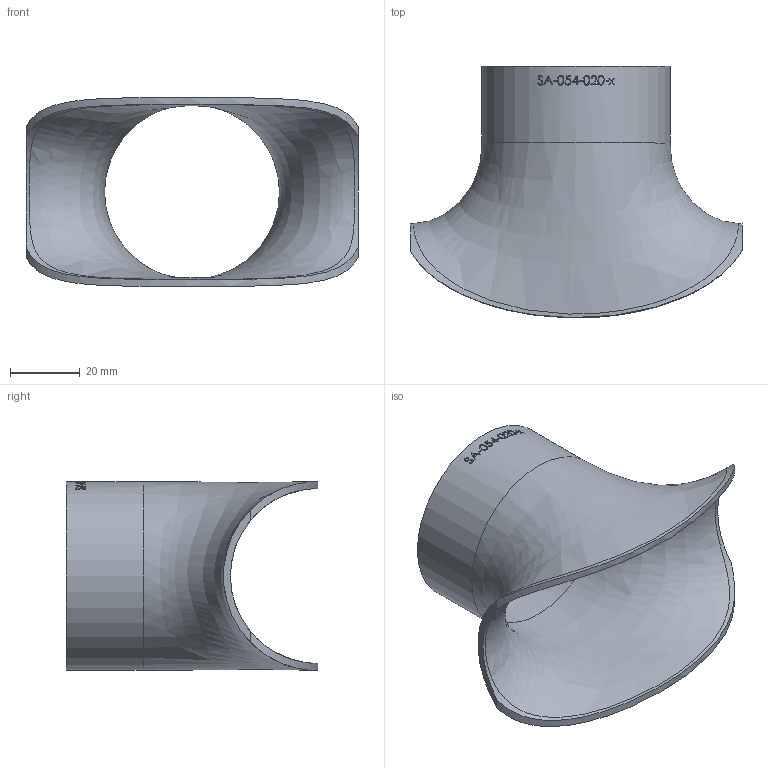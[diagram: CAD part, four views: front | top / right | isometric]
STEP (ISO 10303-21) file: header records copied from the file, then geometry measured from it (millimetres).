
FILE_DESCRIPTION (( 'STEP AP214' ), '1' );
FILE_NAME ('SA-054-020-x Sattelstutzen 1912.STEP', '2019-12-05T10:22:09', ( '' ), ( '' ), 'SwSTEP 2.0', 'SolidWorks 2016', '' );
FILE_SCHEMA (( 'AUTOMOTIVE_DESIGN' ));
Length unit declared in the file: millimetre
Products named in the file (1): SA-054-020-x Sattelstutzen 1912
Bounding box: 95 x 71.99 x 54 mm (x, y, z)
Volume: 26437.1 mm3; surface area: 26514.1 mm2
Topology: 1 solids, 1 shells, 146 faces, 380 edges, 253 vertices
Faces by surface type: bspline 82, plane 43, cylinder 21
Full cylindrical faces by diameter (mm): 50 x1, 54 x1
Entity records: 20004 total; most frequent: CARTESIAN_POINT 15680, ORIENTED_EDGE 744, EDGE_CURVE 372, DIRECTION 307, B_SPLINE_CURVE_WITH_KNOTS 256, VERTEX_POINT 250, EDGE_LOOP 170, FACE_OUTER_BOUND 150
